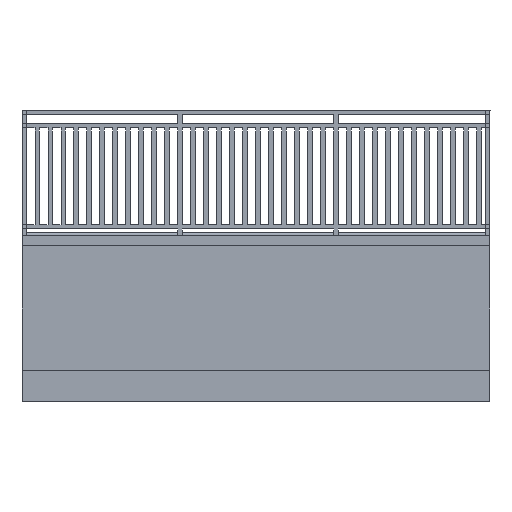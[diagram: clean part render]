
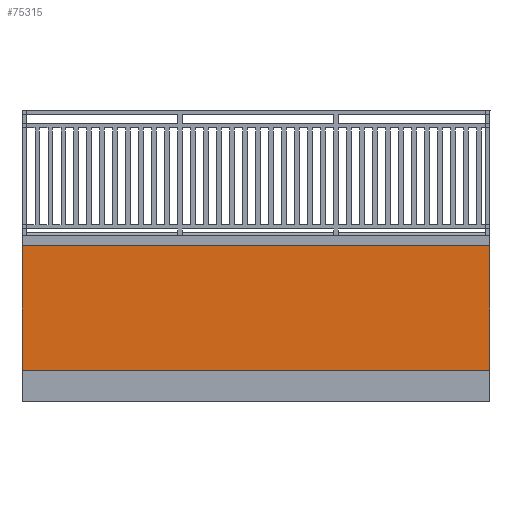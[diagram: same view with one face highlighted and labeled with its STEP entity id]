
A CAD part, left-side view. The second image highlights one B-rep face of the part: STEP entity #75315.
In plain terms, the highlighted planar face has unit normal (-1, 0, 0).
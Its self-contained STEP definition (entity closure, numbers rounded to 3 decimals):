
#5238=LINE('',#112477,#12382);
#5240=LINE('',#112483,#12384);
#5243=LINE('',#112489,#12387);
#5244=LINE('',#112490,#12388);
#12382=VECTOR('',#88285,0.039);
#12384=VECTOR('',#88291,0.039);
#12387=VECTOR('',#88296,0.039);
#12388=VECTOR('',#88297,0.039);
#19621=FACE_OUTER_BOUND('',#23687,.T.);
#23687=EDGE_LOOP('',(#47829,#47830,#47831,#47832));
#28137=VERTEX_POINT('',#112473);
#28139=VERTEX_POINT('',#112476);
#28141=VERTEX_POINT('',#112482);
#28143=VERTEX_POINT('',#112488);
#35996=EDGE_CURVE('',#28139,#28137,#5238,.T.);
#35999=EDGE_CURVE('',#28141,#28139,#5240,.T.);
#36002=EDGE_CURVE('',#28137,#28143,#5243,.T.);
#36003=EDGE_CURVE('',#28141,#28143,#5244,.T.);
#47829=ORIENTED_EDGE('',*,*,#35996,.T.);
#47830=ORIENTED_EDGE('',*,*,#36002,.T.);
#47831=ORIENTED_EDGE('',*,*,#36003,.F.);
#47832=ORIENTED_EDGE('',*,*,#35999,.T.);
#71412=PLANE('',#79726);
#75315=ADVANCED_FACE('',(#19621),#71412,.T.);
#79726=AXIS2_PLACEMENT_3D('',#112487,#88294,#88295);
#88285=DIRECTION('',(0.,0.,-1.));
#88291=DIRECTION('',(0.,1.,0.));
#88294=DIRECTION('center_axis',(-1.,0.,0.));
#88295=DIRECTION('ref_axis',(0.,0.,1.));
#88296=DIRECTION('',(0.,-1.,0.));
#88297=DIRECTION('',(0.,0.,-1.));
#112473=CARTESIAN_POINT('',(0.,177.165,11.811));
#112476=CARTESIAN_POINT('',(0.,177.165,59.055));
#112477=CARTESIAN_POINT('',(0.,177.165,35.433));
#112482=CARTESIAN_POINT('',(0.,0.,59.055));
#112483=CARTESIAN_POINT('',(0.,-29.528,59.055));
#112487=CARTESIAN_POINT('Origin',(0.,88.583,
35.433));
#112488=CARTESIAN_POINT('',(0.,0.,11.811));
#112489=CARTESIAN_POINT('',(0.,206.693,11.811));
#112490=CARTESIAN_POINT('',(0.,0.,35.433));
